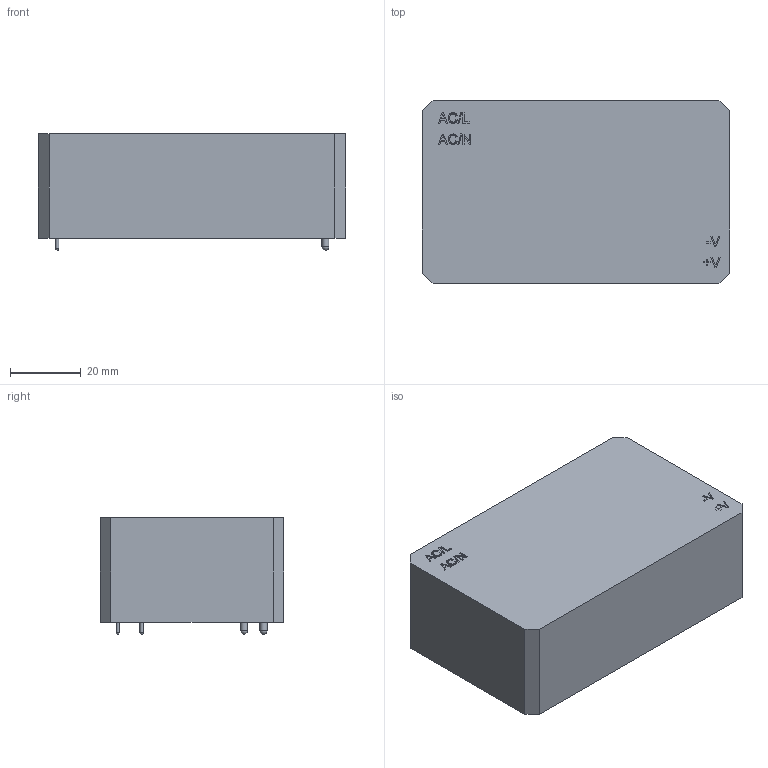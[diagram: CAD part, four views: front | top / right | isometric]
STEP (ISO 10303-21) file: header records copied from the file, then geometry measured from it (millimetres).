
FILE_DESCRIPTION(/* description */ (''),/* implementation_level */ '2;1');
FILE_NAME(/* name */ 'IRM-60-12 v1.step',/* time_stamp */ '2017-08-17T01:11:08+03:00',/* author */ (''),/* organization */ (''),/* preprocessor_version */ 'ST-DEVELOPER v16.13',/* originating_system */ 'Autodesk Translation Framework v6.1.1.50',/* authorisation */ '');
FILE_SCHEMA (('AUTOMOTIVE_DESIGN { 1 0 10303 214 3 1 1 }'));
Length unit declared in the file: millimetre
Products named in the file (4): IRM-60-12 v1; Component1; Component2; Component3
Assembly tree (3 placements, depth 3):
  IRM-60-12 v1
    Component1
      Component2
    Component3
Bounding box: 87 x 52 x 33.1 mm (x, y, z)
Volume: 132954.3 mm3; surface area: 17135.9 mm2
Topology: 17 solids, 17 shells, 174 faces, 432 edges, 288 vertices
Faces by surface type: plane 118, bspline 48, sphere 4, cylinder 4
Full cylindrical faces by diameter (mm): 1 x2, 2 x2
Entity records: 5541 total; most frequent: CARTESIAN_POINT 1694, ORIENTED_EDGE 832, DIRECTION 596, EDGE_CURVE 416, LINE 312, VECTOR 312, VERTEX_POINT 280, EDGE_LOOP 182
